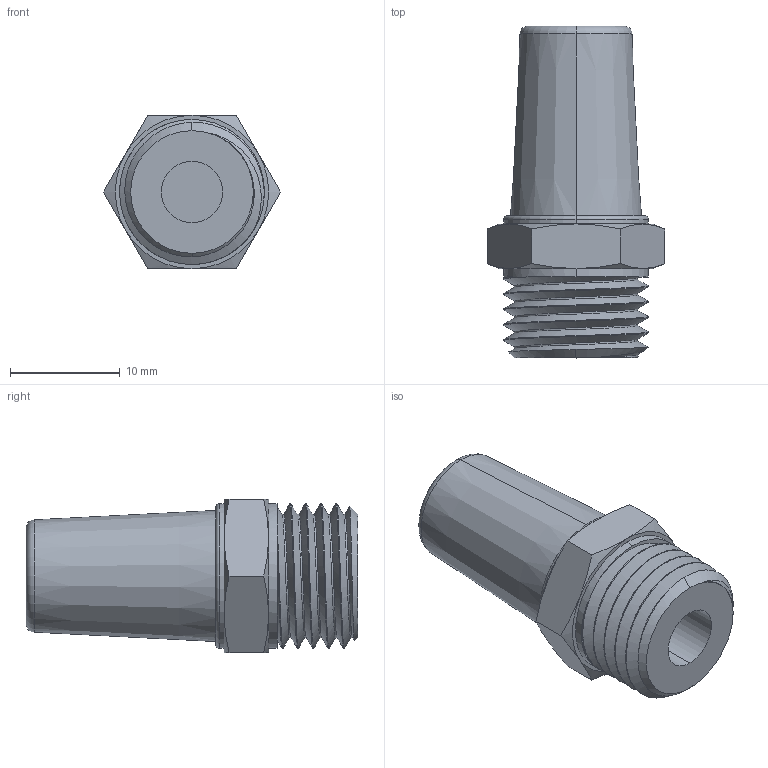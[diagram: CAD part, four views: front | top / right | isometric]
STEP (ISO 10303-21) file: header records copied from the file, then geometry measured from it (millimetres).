
FILE_DESCRIPTION (( 'STEP AP203' ), '1' );
FILE_NAME ('SBC-14R.step', '2016-02-15T20:18:29', ( '' ), ( '' ), 'SwSTEP 2.0', 'SolidWorks 2015', '' );
FILE_SCHEMA (( 'CONFIG_CONTROL_DESIGN' ));
Length unit declared in the file: inch
Products named in the file (1): SBC-14R
Bounding box: 16.13 x 30.23 x 13.97 mm (x, y, z)
Volume: 2233.8 mm3; surface area: 2317.2 mm2
Topology: 1 solids, 1 shells, 54 faces, 125 edges, 78 vertices
Faces by surface type: cone 18, cylinder 15, plane 14, torus 4, bspline 3
Entity records: 2768 total; most frequent: CARTESIAN_POINT 1564, ORIENTED_EDGE 250, DIRECTION 219, EDGE_CURVE 125, AXIS2_PLACEMENT_3D 96, VERTEX_POINT 78, EDGE_LOOP 59, FACE_OUTER_BOUND 54
